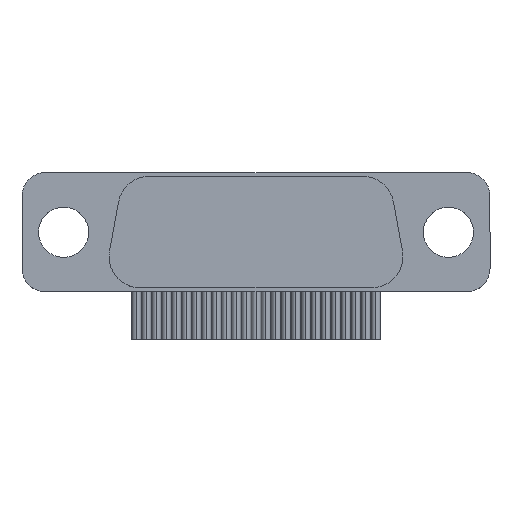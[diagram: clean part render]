
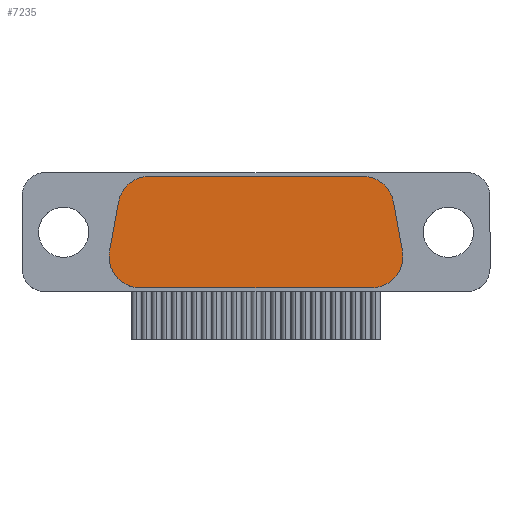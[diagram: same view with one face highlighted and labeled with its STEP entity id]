
A CAD part, top view. The second image highlights one B-rep face of the part: STEP entity #7235.
In plain terms, the highlighted planar face has unit normal (0, 0, 1).
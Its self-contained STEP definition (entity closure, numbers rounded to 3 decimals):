
#1 = VECTOR ( 'NONE', #2115, 1000. ) ;
#39 = CARTESIAN_POINT ( 'NONE',  ( 7.354, 0.25, 7. ) ) ;
#107 = CARTESIAN_POINT ( 'NONE',  ( 9.322, 2.608, 7. ) ) ;
#172 = EDGE_CURVE ( 'NONE', #4301, #3824, #4035, .T. ) ;
#246 = VECTOR ( 'NONE', #1173, 1000. ) ;
#343 = CIRCLE ( 'NONE', #8062, 2. ) ;
#569 = CARTESIAN_POINT ( 'NONE',  ( -9.75, 0.25, 7. ) ) ;
#771 = ORIENTED_EDGE ( 'NONE', *, *, #172, .T. ) ;
#886 = ORIENTED_EDGE ( 'NONE', *, *, #2843, .T. ) ;
#941 = CARTESIAN_POINT ( 'NONE',  ( -7.354, 2.25, 7. ) ) ;
#1093 = PLANE ( 'NONE',  #1612 ) ;
#1173 = DIRECTION ( 'NONE',  ( 1., 0., 0. ) ) ;
#1312 = DIRECTION ( 'NONE',  ( 1., 0., 0. ) ) ;
#1450 = AXIS2_PLACEMENT_3D ( 'NONE', #941, #3412, #4097 ) ;
#1480 = CIRCLE ( 'NONE', #5123, 2. ) ;
#1579 = VERTEX_POINT ( 'NONE', #6035 ) ;
#1612 = AXIS2_PLACEMENT_3D ( 'NONE', #3048, #4291, #5598 ) ;
#1643 = DIRECTION ( 'NONE',  ( 1., 0., 0. ) ) ;
#1961 = VERTEX_POINT ( 'NONE', #8188 ) ;
#2115 = DIRECTION ( 'NONE',  ( -0.179, -0.984, 0. ) ) ;
#2383 = ORIENTED_EDGE ( 'NONE', *, *, #6004, .T. ) ;
#2458 = VERTEX_POINT ( 'NONE', #107 ) ;
#2623 = EDGE_CURVE ( 'NONE', #3824, #4482, #5609, .T. ) ;
#2715 = EDGE_LOOP ( 'NONE', ( #6565, #4390, #7475, #771, #8206, #886, #5277, #3660, #2383 ) ) ;
#2843 = EDGE_CURVE ( 'NONE', #4482, #5600, #4525, .T. ) ;
#3032 = AXIS2_PLACEMENT_3D ( 'NONE', #8194, #6467, #3186 ) ;
#3048 = CARTESIAN_POINT ( 'NONE',  ( 0., 0., 7. ) ) ;
#3077 = CARTESIAN_POINT ( 'NONE',  ( -6.791, 5.35, 7. ) ) ;
#3154 = LINE ( 'NONE', #5742, #8073 ) ;
#3186 = DIRECTION ( 'NONE',  ( 1., 0., 0. ) ) ;
#3288 = CARTESIAN_POINT ( 'NONE',  ( -7.354, 0.25, 7. ) ) ;
#3412 = DIRECTION ( 'NONE',  ( 0., 0., 1. ) ) ;
#3556 = DIRECTION ( 'NONE',  ( 1., 0., 0. ) ) ;
#3660 = ORIENTED_EDGE ( 'NONE', *, *, #6273, .T. ) ;
#3824 = VERTEX_POINT ( 'NONE', #5163 ) ;
#3825 = EDGE_CURVE ( 'NONE', #5600, #2458, #1480, .T. ) ;
#3970 = CIRCLE ( 'NONE', #7364, 2. ) ;
#4035 = CIRCLE ( 'NONE', #1450, 2. ) ;
#4097 = DIRECTION ( 'NONE',  ( 1., 0., 0. ) ) ;
#4276 = DIRECTION ( 'NONE',  ( 0., 0., 1. ) ) ;
#4291 = DIRECTION ( 'NONE',  ( 0., 0., 1. ) ) ;
#4301 = VERTEX_POINT ( 'NONE', #7483 ) ;
#4390 = ORIENTED_EDGE ( 'NONE', *, *, #4952, .T. ) ;
#4449 = EDGE_CURVE ( 'NONE', #6183, #1579, #6389, .T. ) ;
#4470 = DIRECTION ( 'NONE',  ( -0.179, 0.984, 0. ) ) ;
#4482 = VERTEX_POINT ( 'NONE', #3288 ) ;
#4525 = LINE ( 'NONE', #569, #246 ) ;
#4554 = DIRECTION ( 'NONE',  ( -1., 0., 0. ) ) ;
#4835 = FACE_OUTER_BOUND ( 'NONE', #2715, .T. ) ;
#4952 = EDGE_CURVE ( 'NONE', #1579, #8127, #3970, .T. ) ;
#5123 = AXIS2_PLACEMENT_3D ( 'NONE', #5939, #6538, #1312 ) ;
#5163 = CARTESIAN_POINT ( 'NONE',  ( -9.354, 2.25, 7. ) ) ;
#5277 = ORIENTED_EDGE ( 'NONE', *, *, #3825, .T. ) ;
#5598 = DIRECTION ( 'NONE',  ( 1., 0., 0. ) ) ;
#5600 = VERTEX_POINT ( 'NONE', #39 ) ;
#5609 = CIRCLE ( 'NONE', #3032, 2. ) ;
#5742 = CARTESIAN_POINT ( 'NONE',  ( 8.46, 7.35, 7. ) ) ;
#5939 = CARTESIAN_POINT ( 'NONE',  ( 7.354, 2.25, 7. ) ) ;
#6004 = EDGE_CURVE ( 'NONE', #1961, #6183, #343, .T. ) ;
#6035 = CARTESIAN_POINT ( 'NONE',  ( -6.791, 7.35, 7. ) ) ;
#6183 = VERTEX_POINT ( 'NONE', #8156 ) ;
#6230 = CARTESIAN_POINT ( 'NONE',  ( 6.791, 5.35, 7. ) ) ;
#6273 = EDGE_CURVE ( 'NONE', #2458, #1961, #3154, .T. ) ;
#6346 = CARTESIAN_POINT ( 'NONE',  ( -8.46, 7.35, 7. ) ) ;
#6389 = LINE ( 'NONE', #6346, #6671 ) ;
#6467 = DIRECTION ( 'NONE',  ( 0., 0., 1. ) ) ;
#6538 = DIRECTION ( 'NONE',  ( 0., 0., 1. ) ) ;
#6565 = ORIENTED_EDGE ( 'NONE', *, *, #4449, .T. ) ;
#6654 = CARTESIAN_POINT ( 'NONE',  ( -8.758, 5.708, 7. ) ) ;
#6671 = VECTOR ( 'NONE', #4554, 1000. ) ;
#6711 = LINE ( 'NONE', #7924, #1 ) ;
#7235 = ADVANCED_FACE ( 'NONE', ( #4835 ), #1093, .T. ) ;
#7364 = AXIS2_PLACEMENT_3D ( 'NONE', #3077, #4276, #1643 ) ;
#7455 = EDGE_CURVE ( 'NONE', #8127, #4301, #6711, .T. ) ;
#7475 = ORIENTED_EDGE ( 'NONE', *, *, #7455, .T. ) ;
#7483 = CARTESIAN_POINT ( 'NONE',  ( -9.322, 2.608, 7. ) ) ;
#7924 = CARTESIAN_POINT ( 'NONE',  ( -8.46, 7.35, 7. ) ) ;
#8062 = AXIS2_PLACEMENT_3D ( 'NONE', #6230, #8215, #3556 ) ;
#8073 = VECTOR ( 'NONE', #4470, 1000. ) ;
#8127 = VERTEX_POINT ( 'NONE', #6654 ) ;
#8156 = CARTESIAN_POINT ( 'NONE',  ( 6.791, 7.35, 7. ) ) ;
#8188 = CARTESIAN_POINT ( 'NONE',  ( 8.758, 5.708, 7. ) ) ;
#8194 = CARTESIAN_POINT ( 'NONE',  ( -7.354, 2.25, 7. ) ) ;
#8206 = ORIENTED_EDGE ( 'NONE', *, *, #2623, .T. ) ;
#8215 = DIRECTION ( 'NONE',  ( 0., 0., 1. ) ) ;
